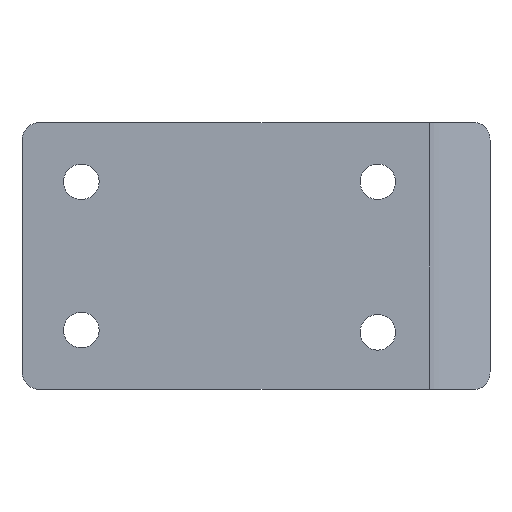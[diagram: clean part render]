
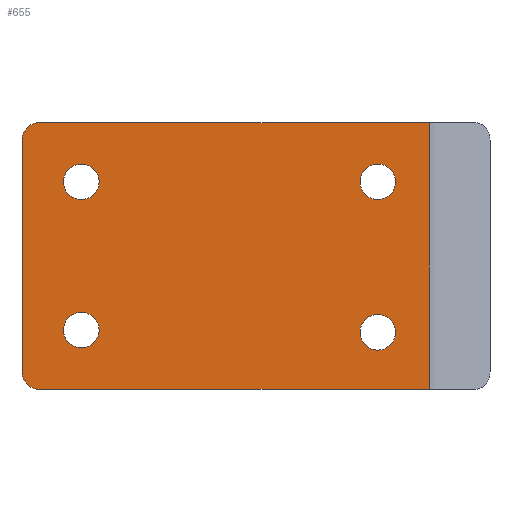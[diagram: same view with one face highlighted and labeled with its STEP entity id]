
A CAD part, top view. The second image highlights one B-rep face of the part: STEP entity #655.
In plain terms, the highlighted planar face has unit normal (0, 0, 1).
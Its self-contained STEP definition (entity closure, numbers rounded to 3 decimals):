
#7 = CIRCLE ( 'NONE', #974, 3. ) ;
#8 = DIRECTION ( 'NONE',  ( 0., 0., -1. ) ) ;
#13 = DIRECTION ( 'NONE',  ( 0., 0., -1. ) ) ;
#14 = AXIS2_PLACEMENT_3D ( 'NONE', #398, #13, #754 ) ;
#44 = CARTESIAN_POINT ( 'NONE',  ( 3., -22.5, 0. ) ) ;
#49 = ORIENTED_EDGE ( 'NONE', *, *, #221, .T. ) ;
#72 = CIRCLE ( 'NONE', #675, 3. ) ;
#78 = LINE ( 'NONE', #98, #459 ) ;
#94 = ORIENTED_EDGE ( 'NONE', *, *, #666, .T. ) ;
#98 = CARTESIAN_POINT ( 'NONE',  ( 0., -22.5, 0. ) ) ;
#102 = EDGE_CURVE ( 'NONE', #716, #562, #1038, .T. ) ;
#103 = EDGE_LOOP ( 'NONE', ( #651, #450, #1051, #94, #741, #335 ) ) ;
#105 = EDGE_LOOP ( 'NONE', ( #780, #818 ) ) ;
#113 = VERTEX_POINT ( 'NONE', #796 ) ;
#118 = ORIENTED_EDGE ( 'NONE', *, *, #723, .T. ) ;
#121 = AXIS2_PLACEMENT_3D ( 'NONE', #145, #637, #465 ) ;
#132 = EDGE_CURVE ( 'NONE', #795, #268, #745, .T. ) ;
#145 = CARTESIAN_POINT ( 'NONE',  ( 10., 12.5, 0. ) ) ;
#160 = DIRECTION ( 'NONE',  ( 0., 0., -1. ) ) ;
#161 = CARTESIAN_POINT ( 'NONE',  ( 63., -12.874, 0. ) ) ;
#163 = DIRECTION ( 'NONE',  ( 0., 0., -1. ) ) ;
#166 = DIRECTION ( 'NONE',  ( 1., 0., 0. ) ) ;
#178 = VERTEX_POINT ( 'NONE', #234 ) ;
#209 = CARTESIAN_POINT ( 'NONE',  ( 7., -12.5, 0. ) ) ;
#220 = AXIS2_PLACEMENT_3D ( 'NONE', #903, #160, #1068 ) ;
#221 = EDGE_CURVE ( 'NONE', #783, #849, #772, .T. ) ;
#227 = DIRECTION ( 'NONE',  ( -1., 0., 0. ) ) ;
#229 = FACE_BOUND ( 'NONE', #105, .T. ) ;
#233 = DIRECTION ( 'NONE',  ( 0., -1., 0. ) ) ;
#234 = CARTESIAN_POINT ( 'NONE',  ( 68.66, -22.5, 0. ) ) ;
#246 = CARTESIAN_POINT ( 'NONE',  ( 68.66, 22.5, 0. ) ) ;
#247 = EDGE_CURVE ( 'NONE', #397, #113, #500, .T. ) ;
#258 = CARTESIAN_POINT ( 'NONE',  ( 60., -12.874, 0. ) ) ;
#261 = CARTESIAN_POINT ( 'NONE',  ( 0., 19.5, 0. ) ) ;
#262 = EDGE_CURVE ( 'NONE', #731, #617, #693, .T. ) ;
#268 = VERTEX_POINT ( 'NONE', #491 ) ;
#271 = EDGE_LOOP ( 'NONE', ( #49, #118 ) ) ;
#283 = EDGE_CURVE ( 'NONE', #562, #716, #932, .T. ) ;
#293 = CARTESIAN_POINT ( 'NONE',  ( 57., 12.5, 0. ) ) ;
#300 = CARTESIAN_POINT ( 'NONE',  ( 3., -19.5, 0. ) ) ;
#306 = CARTESIAN_POINT ( 'NONE',  ( 63., 12.5, 0. ) ) ;
#313 = DIRECTION ( 'NONE',  ( 0., 0., 1. ) ) ;
#314 = CARTESIAN_POINT ( 'NONE',  ( 0., 22.5, 0. ) ) ;
#318 = VECTOR ( 'NONE', #725, 1000. ) ;
#332 = EDGE_CURVE ( 'NONE', #470, #178, #78, .T. ) ;
#335 = ORIENTED_EDGE ( 'NONE', *, *, #841, .F. ) ;
#340 = CARTESIAN_POINT ( 'NONE',  ( 68.66, 22.5, 0. ) ) ;
#364 = ORIENTED_EDGE ( 'NONE', *, *, #283, .T. ) ;
#377 = LINE ( 'NONE', #246, #1016 ) ;
#387 = VERTEX_POINT ( 'NONE', #340 ) ;
#390 = CIRCLE ( 'NONE', #121, 3. ) ;
#397 = VERTEX_POINT ( 'NONE', #261 ) ;
#398 = CARTESIAN_POINT ( 'NONE',  ( 10., -12.5, 0. ) ) ;
#403 = VECTOR ( 'NONE', #166, 1000. ) ;
#450 = ORIENTED_EDGE ( 'NONE', *, *, #778, .T. ) ;
#452 = CIRCLE ( 'NONE', #464, 3. ) ;
#459 = VECTOR ( 'NONE', #586, 1000. ) ;
#461 = FACE_BOUND ( 'NONE', #271, .T. ) ;
#464 = AXIS2_PLACEMENT_3D ( 'NONE', #1034, #626, #689 ) ;
#465 = DIRECTION ( 'NONE',  ( -1., 0., 0. ) ) ;
#470 = VERTEX_POINT ( 'NONE', #44 ) ;
#478 = CARTESIAN_POINT ( 'NONE',  ( 0., 22.5, 0. ) ) ;
#479 = CARTESIAN_POINT ( 'NONE',  ( 60., 12.5, 0. ) ) ;
#480 = DIRECTION ( 'NONE',  ( 0., 0., -1. ) ) ;
#491 = CARTESIAN_POINT ( 'NONE',  ( 57., -12.874, 0. ) ) ;
#500 = LINE ( 'NONE', #314, #318 ) ;
#547 = EDGE_LOOP ( 'NONE', ( #649, #609 ) ) ;
#561 = DIRECTION ( 'NONE',  ( 0., 0., -1. ) ) ;
#562 = VERTEX_POINT ( 'NONE', #209 ) ;
#570 = DIRECTION ( 'NONE',  ( -1., 0., 0. ) ) ;
#576 = EDGE_CURVE ( 'NONE', #617, #731, #452, .T. ) ;
#578 = DIRECTION ( 'NONE',  ( -1., 0., 0. ) ) ;
#583 = AXIS2_PLACEMENT_3D ( 'NONE', #894, #561, #898 ) ;
#586 = DIRECTION ( 'NONE',  ( 1., 0., 0. ) ) ;
#589 = AXIS2_PLACEMENT_3D ( 'NONE', #478, #718, #639 ) ;
#609 = ORIENTED_EDGE ( 'NONE', *, *, #262, .T. ) ;
#617 = VERTEX_POINT ( 'NONE', #293 ) ;
#621 = LINE ( 'NONE', #905, #403 ) ;
#626 = DIRECTION ( 'NONE',  ( 0., 0., -1. ) ) ;
#637 = DIRECTION ( 'NONE',  ( 0., 0., -1. ) ) ;
#639 = DIRECTION ( 'NONE',  ( -1., 0., 0. ) ) ;
#649 = ORIENTED_EDGE ( 'NONE', *, *, #576, .T. ) ;
#650 = CARTESIAN_POINT ( 'NONE',  ( 13., 12.5, 0. ) ) ;
#651 = ORIENTED_EDGE ( 'NONE', *, *, #892, .F. ) ;
#653 = DIRECTION ( 'NONE',  ( -1., 0., 0. ) ) ;
#655 = ADVANCED_FACE ( 'NONE', ( #1050, #229, #461, #935, #876 ), #1058, .F. ) ;
#666 = EDGE_CURVE ( 'NONE', #113, #470, #7, .T. ) ;
#675 = AXIS2_PLACEMENT_3D ( 'NONE', #258, #8, #578 ) ;
#689 = DIRECTION ( 'NONE',  ( -1., 0., 0. ) ) ;
#693 = CIRCLE ( 'NONE', #952, 3. ) ;
#694 = VERTEX_POINT ( 'NONE', #963 ) ;
#716 = VERTEX_POINT ( 'NONE', #1046 ) ;
#718 = DIRECTION ( 'NONE',  ( 0., 0., -1. ) ) ;
#723 = EDGE_CURVE ( 'NONE', #849, #783, #390, .T. ) ;
#725 = DIRECTION ( 'NONE',  ( 0., -1., 0. ) ) ;
#728 = AXIS2_PLACEMENT_3D ( 'NONE', #815, #313, #986 ) ;
#731 = VERTEX_POINT ( 'NONE', #306 ) ;
#741 = ORIENTED_EDGE ( 'NONE', *, *, #332, .T. ) ;
#745 = CIRCLE ( 'NONE', #583, 3. ) ;
#754 = DIRECTION ( 'NONE',  ( -1., 0., 0. ) ) ;
#760 = EDGE_LOOP ( 'NONE', ( #364, #979 ) ) ;
#772 = CIRCLE ( 'NONE', #220, 3. ) ;
#778 = EDGE_CURVE ( 'NONE', #694, #397, #985, .T. ) ;
#780 = ORIENTED_EDGE ( 'NONE', *, *, #1003, .T. ) ;
#783 = VERTEX_POINT ( 'NONE', #991 ) ;
#795 = VERTEX_POINT ( 'NONE', #161 ) ;
#796 = CARTESIAN_POINT ( 'NONE',  ( 0., -19.5, 0. ) ) ;
#812 = CARTESIAN_POINT ( 'NONE',  ( 10., -12.5, 0. ) ) ;
#815 = CARTESIAN_POINT ( 'NONE',  ( 3., 19.5, 0. ) ) ;
#818 = ORIENTED_EDGE ( 'NONE', *, *, #132, .T. ) ;
#830 = AXIS2_PLACEMENT_3D ( 'NONE', #812, #163, #653 ) ;
#841 = EDGE_CURVE ( 'NONE', #387, #178, #377, .T. ) ;
#849 = VERTEX_POINT ( 'NONE', #650 ) ;
#876 = FACE_OUTER_BOUND ( 'NONE', #103, .T. ) ;
#892 = EDGE_CURVE ( 'NONE', #694, #387, #621, .T. ) ;
#894 = CARTESIAN_POINT ( 'NONE',  ( 60., -12.874, 0. ) ) ;
#898 = DIRECTION ( 'NONE',  ( -1., 0., 0. ) ) ;
#903 = CARTESIAN_POINT ( 'NONE',  ( 10., 12.5, 0. ) ) ;
#905 = CARTESIAN_POINT ( 'NONE',  ( 0., 22.5, 0. ) ) ;
#932 = CIRCLE ( 'NONE', #14, 3. ) ;
#935 = FACE_BOUND ( 'NONE', #760, .T. ) ;
#952 = AXIS2_PLACEMENT_3D ( 'NONE', #479, #480, #570 ) ;
#963 = CARTESIAN_POINT ( 'NONE',  ( 3., 22.5, 0. ) ) ;
#972 = DIRECTION ( 'NONE',  ( 0., 0., 1. ) ) ;
#974 = AXIS2_PLACEMENT_3D ( 'NONE', #300, #972, #227 ) ;
#979 = ORIENTED_EDGE ( 'NONE', *, *, #102, .T. ) ;
#985 = CIRCLE ( 'NONE', #728, 3. ) ;
#986 = DIRECTION ( 'NONE',  ( -1., 0., 0. ) ) ;
#991 = CARTESIAN_POINT ( 'NONE',  ( 7., 12.5, 0. ) ) ;
#1003 = EDGE_CURVE ( 'NONE', #268, #795, #72, .T. ) ;
#1016 = VECTOR ( 'NONE', #233, 1000. ) ;
#1034 = CARTESIAN_POINT ( 'NONE',  ( 60., 12.5, 0. ) ) ;
#1038 = CIRCLE ( 'NONE', #830, 3. ) ;
#1046 = CARTESIAN_POINT ( 'NONE',  ( 13., -12.5, 0. ) ) ;
#1050 = FACE_BOUND ( 'NONE', #547, .T. ) ;
#1051 = ORIENTED_EDGE ( 'NONE', *, *, #247, .T. ) ;
#1058 = PLANE ( 'NONE',  #589 ) ;
#1068 = DIRECTION ( 'NONE',  ( -1., 0., 0. ) ) ;
